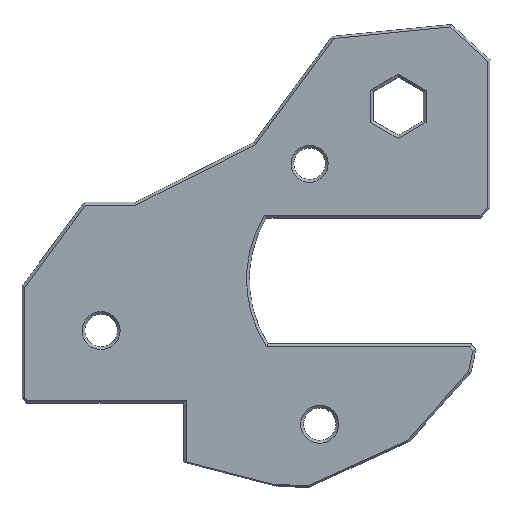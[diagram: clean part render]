
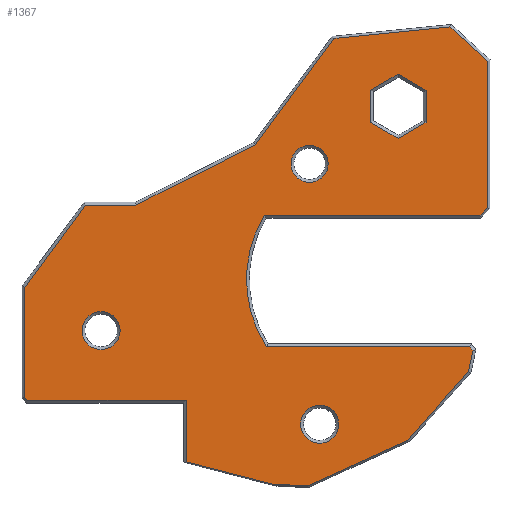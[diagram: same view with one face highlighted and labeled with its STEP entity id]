
A CAD part, top view. The second image highlights one B-rep face of the part: STEP entity #1367.
In plain terms, the highlighted planar face has unit normal (0, 0, 1).
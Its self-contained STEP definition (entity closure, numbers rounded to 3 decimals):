
#25=FACE_BOUND('',#182,.T.);
#26=FACE_BOUND('',#183,.T.);
#27=FACE_BOUND('',#184,.T.);
#28=FACE_BOUND('',#185,.T.);
#36=PLANE('',#1455);
#101=FACE_OUTER_BOUND('',#181,.T.);
#181=EDGE_LOOP('',(#970,#971,#972,#973,#974,#975,#976,#977,#978,#979,#980,
#981,#982,#983,#984,#985,#986,#987,#988,#989,#990));
#182=EDGE_LOOP('',(#991));
#183=EDGE_LOOP('',(#992));
#184=EDGE_LOOP('',(#993));
#185=EDGE_LOOP('',(#994,#995,#996,#997,#998,#999));
#272=LINE('',#1970,#440);
#273=LINE('',#1974,#441);
#274=LINE('',#1976,#442);
#275=LINE('',#1978,#443);
#276=LINE('',#1980,#444);
#277=LINE('',#1982,#445);
#278=LINE('',#1984,#446);
#279=LINE('',#1986,#447);
#280=LINE('',#1988,#448);
#281=LINE('',#1990,#449);
#282=LINE('',#1992,#450);
#283=LINE('',#1994,#451);
#284=LINE('',#1996,#452);
#285=LINE('',#1998,#453);
#286=LINE('',#2000,#454);
#287=LINE('',#2002,#455);
#288=LINE('',#2004,#456);
#289=LINE('',#2006,#457);
#290=LINE('',#2008,#458);
#291=LINE('',#2009,#459);
#292=LINE('',#2018,#460);
#293=LINE('',#2020,#461);
#294=LINE('',#2022,#462);
#295=LINE('',#2024,#463);
#296=LINE('',#2026,#464);
#297=LINE('',#2027,#465);
#440=VECTOR('',#1580,21.918);
#441=VECTOR('',#1583,23.232);
#442=VECTOR('',#1584,1.177);
#443=VECTOR('',#1585,15.787);
#444=VECTOR('',#1586,5.495);
#445=VECTOR('',#1587,12.561);
#446=VECTOR('',#1588,14.252);
#447=VECTOR('',#1589,14.428);
#448=VECTOR('',#1590,5.442);
#449=VECTOR('',#1591,11.001);
#450=VECTOR('',#1592,11.878);
#451=VECTOR('',#1593,0.459);
#452=VECTOR('',#1594,17.076);
#453=VECTOR('',#1595,6.63);
#454=VECTOR('',#1596,9.739);
#455=VECTOR('',#1597,3.734);
#456=VECTOR('',#1598,11.738);
#457=VECTOR('',#1599,9.907);
#458=VECTOR('',#1600,2.326);
#459=VECTOR('',#1601,0.547);
#460=VECTOR('',#1608,3.464);
#461=VECTOR('',#1609,3.464);
#462=VECTOR('',#1610,3.464);
#463=VECTOR('',#1611,3.464);
#464=VECTOR('',#1612,3.464);
#465=VECTOR('',#1613,3.464);
#612=CIRCLE('',#1456,13.3);
#613=CIRCLE('',#1457,2.05);
#614=CIRCLE('',#1458,2.05);
#615=CIRCLE('',#1459,2.);
#643=VERTEX_POINT('',#1968);
#644=VERTEX_POINT('',#1969);
#645=VERTEX_POINT('',#1971);
#646=VERTEX_POINT('',#1973);
#647=VERTEX_POINT('',#1975);
#648=VERTEX_POINT('',#1977);
#649=VERTEX_POINT('',#1979);
#650=VERTEX_POINT('',#1981);
#651=VERTEX_POINT('',#1983);
#652=VERTEX_POINT('',#1985);
#653=VERTEX_POINT('',#1987);
#654=VERTEX_POINT('',#1989);
#655=VERTEX_POINT('',#1991);
#656=VERTEX_POINT('',#1993);
#657=VERTEX_POINT('',#1995);
#658=VERTEX_POINT('',#1997);
#659=VERTEX_POINT('',#1999);
#660=VERTEX_POINT('',#2001);
#661=VERTEX_POINT('',#2003);
#662=VERTEX_POINT('',#2005);
#663=VERTEX_POINT('',#2007);
#664=VERTEX_POINT('',#2010);
#665=VERTEX_POINT('',#2012);
#666=VERTEX_POINT('',#2014);
#667=VERTEX_POINT('',#2016);
#668=VERTEX_POINT('',#2017);
#669=VERTEX_POINT('',#2019);
#670=VERTEX_POINT('',#2021);
#671=VERTEX_POINT('',#2023);
#672=VERTEX_POINT('',#2025);
#769=EDGE_CURVE('',#643,#644,#272,.T.);
#770=EDGE_CURVE('',#645,#643,#612,.T.);
#771=EDGE_CURVE('',#646,#645,#273,.T.);
#772=EDGE_CURVE('',#647,#646,#274,.T.);
#773=EDGE_CURVE('',#648,#647,#275,.T.);
#774=EDGE_CURVE('',#649,#648,#276,.T.);
#775=EDGE_CURVE('',#650,#649,#277,.T.);
#776=EDGE_CURVE('',#651,#650,#278,.T.);
#777=EDGE_CURVE('',#652,#651,#279,.T.);
#778=EDGE_CURVE('',#653,#652,#280,.T.);
#779=EDGE_CURVE('',#654,#653,#281,.T.);
#780=EDGE_CURVE('',#655,#654,#282,.T.);
#781=EDGE_CURVE('',#656,#655,#283,.T.);
#782=EDGE_CURVE('',#657,#656,#284,.T.);
#783=EDGE_CURVE('',#658,#657,#285,.T.);
#784=EDGE_CURVE('',#659,#658,#286,.T.);
#785=EDGE_CURVE('',#660,#659,#287,.T.);
#786=EDGE_CURVE('',#661,#660,#288,.T.);
#787=EDGE_CURVE('',#662,#661,#289,.T.);
#788=EDGE_CURVE('',#663,#662,#290,.T.);
#789=EDGE_CURVE('',#644,#663,#291,.T.);
#790=EDGE_CURVE('',#664,#664,#613,.T.);
#791=EDGE_CURVE('',#665,#665,#614,.T.);
#792=EDGE_CURVE('',#666,#666,#615,.T.);
#793=EDGE_CURVE('',#667,#668,#292,.T.);
#794=EDGE_CURVE('',#669,#667,#293,.T.);
#795=EDGE_CURVE('',#670,#669,#294,.T.);
#796=EDGE_CURVE('',#671,#670,#295,.T.);
#797=EDGE_CURVE('',#672,#671,#296,.T.);
#798=EDGE_CURVE('',#668,#672,#297,.T.);
#970=ORIENTED_EDGE('',*,*,#769,.F.);
#971=ORIENTED_EDGE('',*,*,#770,.F.);
#972=ORIENTED_EDGE('',*,*,#771,.F.);
#973=ORIENTED_EDGE('',*,*,#772,.F.);
#974=ORIENTED_EDGE('',*,*,#773,.F.);
#975=ORIENTED_EDGE('',*,*,#774,.F.);
#976=ORIENTED_EDGE('',*,*,#775,.F.);
#977=ORIENTED_EDGE('',*,*,#776,.F.);
#978=ORIENTED_EDGE('',*,*,#777,.F.);
#979=ORIENTED_EDGE('',*,*,#778,.F.);
#980=ORIENTED_EDGE('',*,*,#779,.F.);
#981=ORIENTED_EDGE('',*,*,#780,.F.);
#982=ORIENTED_EDGE('',*,*,#781,.F.);
#983=ORIENTED_EDGE('',*,*,#782,.F.);
#984=ORIENTED_EDGE('',*,*,#783,.F.);
#985=ORIENTED_EDGE('',*,*,#784,.F.);
#986=ORIENTED_EDGE('',*,*,#785,.F.);
#987=ORIENTED_EDGE('',*,*,#786,.F.);
#988=ORIENTED_EDGE('',*,*,#787,.F.);
#989=ORIENTED_EDGE('',*,*,#788,.F.);
#990=ORIENTED_EDGE('',*,*,#789,.F.);
#991=ORIENTED_EDGE('',*,*,#790,.F.);
#992=ORIENTED_EDGE('',*,*,#791,.F.);
#993=ORIENTED_EDGE('',*,*,#792,.F.);
#994=ORIENTED_EDGE('',*,*,#793,.F.);
#995=ORIENTED_EDGE('',*,*,#794,.F.);
#996=ORIENTED_EDGE('',*,*,#795,.F.);
#997=ORIENTED_EDGE('',*,*,#796,.F.);
#998=ORIENTED_EDGE('',*,*,#797,.F.);
#999=ORIENTED_EDGE('',*,*,#798,.F.);
#1367=ADVANCED_FACE('',(#101,#25,#26,#27,#28),#36,.F.);
#1455=AXIS2_PLACEMENT_3D('',#1967,#1578,#1579);
#1456=AXIS2_PLACEMENT_3D('',#1972,#1581,#1582);
#1457=AXIS2_PLACEMENT_3D('',#2011,#1602,#1603);
#1458=AXIS2_PLACEMENT_3D('',#2013,#1604,#1605);
#1459=AXIS2_PLACEMENT_3D('',#2015,#1606,#1607);
#1578=DIRECTION('center_axis',(0.,0.,-1.));
#1579=DIRECTION('ref_axis',(1.,0.,0.));
#1580=DIRECTION('',(1.,0.,0.));
#1581=DIRECTION('center_axis',(0.,0.,1.));
#1582=DIRECTION('ref_axis',(1.,0.,0.));
#1583=DIRECTION('',(-1.,0.,0.));
#1584=DIRECTION('',(-0.712,-0.702,0.));
#1585=DIRECTION('',(0.,-1.,0.));
#1586=DIRECTION('',(0.741,-0.672,0.));
#1587=DIRECTION('',(0.995,0.099,0.));
#1588=DIRECTION('',(0.594,0.804,0.));
#1589=DIRECTION('',(0.893,0.45,0.));
#1590=DIRECTION('',(1.,0.,0.));
#1591=DIRECTION('',(0.594,0.804,0.));
#1592=DIRECTION('',(0.,1.,0.));
#1593=DIRECTION('',(-0.707,0.707,0.));
#1594=DIRECTION('',(-1.,0.,0.));
#1595=DIRECTION('',(0.,1.,0.));
#1596=DIRECTION('',(-0.968,0.25,0.));
#1597=DIRECTION('',(-0.999,0.036,0.));
#1598=DIRECTION('',(-0.909,-0.416,0.));
#1599=DIRECTION('',(-0.664,-0.747,0.));
#1600=DIRECTION('',(-0.214,-0.977,0.));
#1601=DIRECTION('',(0.628,-0.778,0.));
#1602=DIRECTION('center_axis',(0.,0.,1.));
#1603=DIRECTION('ref_axis',(1.,0.,0.));
#1604=DIRECTION('center_axis',(0.,0.,1.));
#1605=DIRECTION('ref_axis',(1.,0.,0.));
#1606=DIRECTION('center_axis',(0.,0.,1.));
#1607=DIRECTION('ref_axis',(1.,0.,0.));
#1608=DIRECTION('',(0.866,-0.5,0.));
#1609=DIRECTION('',(0.,-1.,0.));
#1610=DIRECTION('',(-0.866,-0.5,0.));
#1611=DIRECTION('',(-0.866,0.5,0.));
#1612=DIRECTION('',(0.,1.,0.));
#1613=DIRECTION('',(0.866,0.5,0.));
#1967=CARTESIAN_POINT('Origin',(-69.785,-88.079,4.75));
#1968=CARTESIAN_POINT('',(-89.603,-99.709,4.75));
#1969=CARTESIAN_POINT('',(-67.685,-99.709,4.75));
#1970=CARTESIAN_POINT('',(-89.603,-99.709,4.75));
#1971=CARTESIAN_POINT('',(-89.829,-85.55,4.75));
#1972=CARTESIAN_POINT('Origin',(-78.459,-92.45,4.75));
#1973=CARTESIAN_POINT('',(-66.597,-85.55,4.75));
#1974=CARTESIAN_POINT('',(-66.597,-85.55,4.75));
#1975=CARTESIAN_POINT('',(-65.759,-84.724,4.75));
#1976=CARTESIAN_POINT('',(-65.759,-84.724,4.75));
#1977=CARTESIAN_POINT('',(-65.759,-68.937,4.75));
#1978=CARTESIAN_POINT('',(-65.759,-68.937,4.75));
#1979=CARTESIAN_POINT('',(-69.829,-65.247,4.75));
#1980=CARTESIAN_POINT('',(-69.829,-65.247,4.75));
#1981=CARTESIAN_POINT('',(-82.329,-66.488,4.75));
#1982=CARTESIAN_POINT('',(-82.329,-66.488,4.75));
#1983=CARTESIAN_POINT('',(-90.798,-77.951,4.75));
#1984=CARTESIAN_POINT('',(-90.798,-77.951,4.75));
#1985=CARTESIAN_POINT('',(-103.679,-84.45,4.75));
#1986=CARTESIAN_POINT('',(-103.679,-84.45,4.75));
#1987=CARTESIAN_POINT('',(-109.122,-84.45,4.75));
#1988=CARTESIAN_POINT('',(-109.122,-84.45,4.75));
#1989=CARTESIAN_POINT('',(-115.659,-93.298,4.75));
#1990=CARTESIAN_POINT('',(-115.659,-93.298,4.75));
#1991=CARTESIAN_POINT('',(-115.659,-105.176,4.75));
#1992=CARTESIAN_POINT('',(-115.659,-105.176,4.75));
#1993=CARTESIAN_POINT('',(-115.334,-105.5,4.75));
#1994=CARTESIAN_POINT('',(-115.334,-105.5,4.75));
#1995=CARTESIAN_POINT('',(-98.258,-105.5,4.75));
#1996=CARTESIAN_POINT('',(-98.258,-105.5,4.75));
#1997=CARTESIAN_POINT('',(-98.258,-112.13,4.75));
#1998=CARTESIAN_POINT('',(-98.258,-112.13,4.75));
#1999=CARTESIAN_POINT('',(-88.827,-114.56,4.75));
#2000=CARTESIAN_POINT('',(-88.827,-114.56,4.75));
#2001=CARTESIAN_POINT('',(-85.096,-114.694,4.75));
#2002=CARTESIAN_POINT('',(-85.096,-114.694,4.75));
#2003=CARTESIAN_POINT('',(-74.421,-109.812,4.75));
#2004=CARTESIAN_POINT('',(-74.421,-109.812,4.75));
#2005=CARTESIAN_POINT('',(-67.839,-102.408,4.75));
#2006=CARTESIAN_POINT('',(-67.839,-102.408,4.75));
#2007=CARTESIAN_POINT('',(-67.341,-100.135,4.75));
#2008=CARTESIAN_POINT('',(-67.341,-100.135,4.75));
#2009=CARTESIAN_POINT('',(-67.685,-99.709,4.75));
#2010=CARTESIAN_POINT('',(-105.383,-97.975,4.75));
#2011=CARTESIAN_POINT('Origin',(-107.433,-97.975,4.75));
#2012=CARTESIAN_POINT('',(-81.818,-108.072,4.75));
#2013=CARTESIAN_POINT('Origin',(-83.868,-108.072,4.75));
#2014=CARTESIAN_POINT('',(-82.959,-80.,4.75));
#2015=CARTESIAN_POINT('Origin',(-84.959,-80.,4.75));
#2016=CARTESIAN_POINT('',(-78.408,-75.532,4.75));
#2017=CARTESIAN_POINT('',(-75.408,-77.264,4.75));
#2018=CARTESIAN_POINT('',(-78.408,-75.532,4.75));
#2019=CARTESIAN_POINT('',(-78.408,-72.068,4.75));
#2020=CARTESIAN_POINT('',(-78.408,-72.068,4.75));
#2021=CARTESIAN_POINT('',(-75.408,-70.336,4.75));
#2022=CARTESIAN_POINT('',(-75.408,-70.336,4.75));
#2023=CARTESIAN_POINT('',(-72.408,-72.068,4.75));
#2024=CARTESIAN_POINT('',(-72.408,-72.068,4.75));
#2025=CARTESIAN_POINT('',(-72.408,-75.532,4.75));
#2026=CARTESIAN_POINT('',(-72.408,-75.532,4.75));
#2027=CARTESIAN_POINT('',(-75.408,-77.264,4.75));
